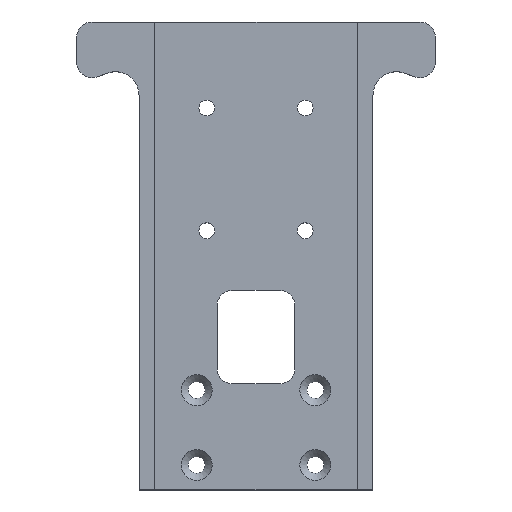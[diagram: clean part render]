
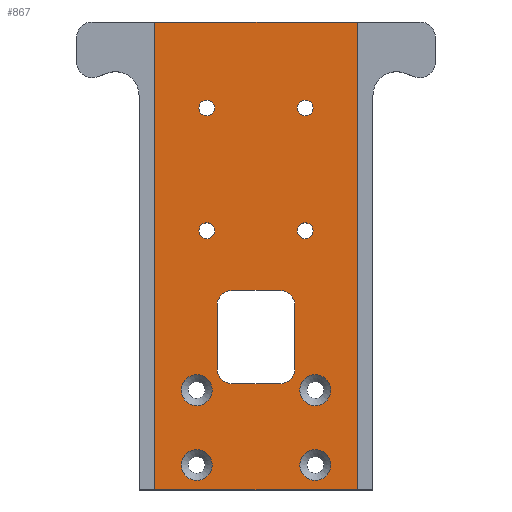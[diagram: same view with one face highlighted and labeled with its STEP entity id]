
A CAD part, top view. The second image highlights one B-rep face of the part: STEP entity #867.
In plain terms, the highlighted planar face has unit normal (0, 0, 1).
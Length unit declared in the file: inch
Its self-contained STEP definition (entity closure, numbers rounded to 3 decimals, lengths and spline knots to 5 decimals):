
#43=FACE_BOUND('',#159,.T.);
#44=FACE_BOUND('',#160,.T.);
#45=FACE_BOUND('',#161,.T.);
#46=FACE_BOUND('',#162,.T.);
#47=FACE_BOUND('',#163,.T.);
#48=FACE_BOUND('',#164,.T.);
#49=FACE_BOUND('',#165,.T.);
#50=FACE_BOUND('',#166,.T.);
#51=FACE_BOUND('',#167,.T.);
#69=PLANE('',#979);
#109=FACE_OUTER_BOUND('',#158,.T.);
#158=EDGE_LOOP('',(#782,#783,#784,#785));
#159=EDGE_LOOP('',(#786,#787));
#160=EDGE_LOOP('',(#788,#789));
#161=EDGE_LOOP('',(#790,#791));
#162=EDGE_LOOP('',(#792,#793));
#163=EDGE_LOOP('',(#794,#795,#796,#797,#798,#799,#800,#801));
#164=EDGE_LOOP('',(#802,#803));
#165=EDGE_LOOP('',(#804,#805));
#166=EDGE_LOOP('',(#806,#807));
#167=EDGE_LOOP('',(#808,#809));
#176=LINE('',#1283,#246);
#179=LINE('',#1294,#249);
#183=LINE('',#1306,#253);
#186=LINE('',#1315,#256);
#217=LINE('',#1411,#287);
#225=LINE('',#1427,#295);
#236=LINE('',#1479,#306);
#237=LINE('',#1481,#307);
#246=VECTOR('',#1030,0.3937);
#249=VECTOR('',#1041,0.3937);
#253=VECTOR('',#1053,0.3937);
#256=VECTOR('',#1064,0.3937);
#287=VECTOR('',#1155,0.3937);
#295=VECTOR('',#1169,0.3937);
#306=VECTOR('',#1230,0.3937);
#307=VECTOR('',#1233,0.3937);
#308=CIRCLE('',#889,0.06382);
#309=CIRCLE('',#890,0.06382);
#311=CIRCLE('',#893,0.06382);
#312=CIRCLE('',#894,0.06382);
#314=CIRCLE('',#897,0.06382);
#315=CIRCLE('',#898,0.06382);
#317=CIRCLE('',#901,0.06382);
#318=CIRCLE('',#902,0.06382);
#321=CIRCLE('',#906,0.125);
#323=CIRCLE('',#910,0.125);
#325=CIRCLE('',#914,0.125);
#327=CIRCLE('',#918,0.125);
#344=CIRCLE('',#954,0.124);
#345=CIRCLE('',#955,0.124);
#348=CIRCLE('',#960,0.124);
#349=CIRCLE('',#961,0.124);
#352=CIRCLE('',#966,0.124);
#353=CIRCLE('',#967,0.124);
#356=CIRCLE('',#972,0.124);
#357=CIRCLE('',#973,0.124);
#360=VERTEX_POINT('',#1238);
#361=VERTEX_POINT('',#1239);
#363=VERTEX_POINT('',#1246);
#364=VERTEX_POINT('',#1247);
#366=VERTEX_POINT('',#1254);
#367=VERTEX_POINT('',#1255);
#369=VERTEX_POINT('',#1262);
#370=VERTEX_POINT('',#1263);
#374=VERTEX_POINT('',#1273);
#375=VERTEX_POINT('',#1275);
#377=VERTEX_POINT('',#1281);
#380=VERTEX_POINT('',#1288);
#381=VERTEX_POINT('',#1290);
#384=VERTEX_POINT('',#1300);
#385=VERTEX_POINT('',#1302);
#387=VERTEX_POINT('',#1311);
#421=VERTEX_POINT('',#1409);
#422=VERTEX_POINT('',#1410);
#426=VERTEX_POINT('',#1425);
#427=VERTEX_POINT('',#1426);
#428=VERTEX_POINT('',#1431);
#429=VERTEX_POINT('',#1432);
#432=VERTEX_POINT('',#1443);
#433=VERTEX_POINT('',#1444);
#436=VERTEX_POINT('',#1455);
#437=VERTEX_POINT('',#1456);
#440=VERTEX_POINT('',#1467);
#441=VERTEX_POINT('',#1468);
#444=EDGE_CURVE('',#360,#361,#308,.T.);
#445=EDGE_CURVE('',#361,#360,#309,.T.);
#448=EDGE_CURVE('',#363,#364,#311,.T.);
#449=EDGE_CURVE('',#364,#363,#312,.T.);
#452=EDGE_CURVE('',#366,#367,#314,.T.);
#453=EDGE_CURVE('',#367,#366,#315,.T.);
#456=EDGE_CURVE('',#369,#370,#317,.T.);
#457=EDGE_CURVE('',#370,#369,#318,.T.);
#462=EDGE_CURVE('',#374,#375,#321,.T.);
#466=EDGE_CURVE('',#374,#377,#176,.T.);
#469=EDGE_CURVE('',#380,#381,#323,.T.);
#471=EDGE_CURVE('',#380,#375,#179,.T.);
#475=EDGE_CURVE('',#384,#385,#325,.T.);
#477=EDGE_CURVE('',#384,#381,#183,.T.);
#481=EDGE_CURVE('',#387,#377,#327,.T.);
#482=EDGE_CURVE('',#387,#385,#186,.T.);
#529=EDGE_CURVE('',#421,#422,#217,.T.);
#537=EDGE_CURVE('',#426,#427,#225,.T.);
#540=EDGE_CURVE('',#428,#429,#344,.T.);
#541=EDGE_CURVE('',#429,#428,#345,.T.);
#546=EDGE_CURVE('',#432,#433,#348,.T.);
#547=EDGE_CURVE('',#433,#432,#349,.T.);
#552=EDGE_CURVE('',#436,#437,#352,.T.);
#553=EDGE_CURVE('',#437,#436,#353,.T.);
#558=EDGE_CURVE('',#440,#441,#356,.T.);
#559=EDGE_CURVE('',#441,#440,#357,.T.);
#564=EDGE_CURVE('',#427,#421,#236,.T.);
#565=EDGE_CURVE('',#422,#426,#237,.T.);
#782=ORIENTED_EDGE('',*,*,#537,.T.);
#783=ORIENTED_EDGE('',*,*,#564,.T.);
#784=ORIENTED_EDGE('',*,*,#529,.T.);
#785=ORIENTED_EDGE('',*,*,#565,.T.);
#786=ORIENTED_EDGE('',*,*,#444,.T.);
#787=ORIENTED_EDGE('',*,*,#445,.T.);
#788=ORIENTED_EDGE('',*,*,#448,.T.);
#789=ORIENTED_EDGE('',*,*,#449,.T.);
#790=ORIENTED_EDGE('',*,*,#452,.T.);
#791=ORIENTED_EDGE('',*,*,#453,.T.);
#792=ORIENTED_EDGE('',*,*,#456,.T.);
#793=ORIENTED_EDGE('',*,*,#457,.T.);
#794=ORIENTED_EDGE('',*,*,#482,.T.);
#795=ORIENTED_EDGE('',*,*,#475,.F.);
#796=ORIENTED_EDGE('',*,*,#477,.T.);
#797=ORIENTED_EDGE('',*,*,#469,.F.);
#798=ORIENTED_EDGE('',*,*,#471,.T.);
#799=ORIENTED_EDGE('',*,*,#462,.F.);
#800=ORIENTED_EDGE('',*,*,#466,.T.);
#801=ORIENTED_EDGE('',*,*,#481,.F.);
#802=ORIENTED_EDGE('',*,*,#540,.T.);
#803=ORIENTED_EDGE('',*,*,#541,.T.);
#804=ORIENTED_EDGE('',*,*,#546,.T.);
#805=ORIENTED_EDGE('',*,*,#547,.T.);
#806=ORIENTED_EDGE('',*,*,#552,.T.);
#807=ORIENTED_EDGE('',*,*,#553,.T.);
#808=ORIENTED_EDGE('',*,*,#558,.T.);
#809=ORIENTED_EDGE('',*,*,#559,.T.);
#867=ADVANCED_FACE('',(#109,#43,#44,#45,#46,#47,#48,#49,#50,#51),#69,.T.);
#889=AXIS2_PLACEMENT_3D('',#1240,#984,#985);
#890=AXIS2_PLACEMENT_3D('',#1241,#986,#987);
#893=AXIS2_PLACEMENT_3D('',#1248,#993,#994);
#894=AXIS2_PLACEMENT_3D('',#1249,#995,#996);
#897=AXIS2_PLACEMENT_3D('',#1256,#1002,#1003);
#898=AXIS2_PLACEMENT_3D('',#1257,#1004,#1005);
#901=AXIS2_PLACEMENT_3D('',#1264,#1011,#1012);
#902=AXIS2_PLACEMENT_3D('',#1265,#1013,#1014);
#906=AXIS2_PLACEMENT_3D('',#1276,#1023,#1024);
#910=AXIS2_PLACEMENT_3D('',#1291,#1036,#1037);
#914=AXIS2_PLACEMENT_3D('',#1303,#1048,#1049);
#918=AXIS2_PLACEMENT_3D('',#1313,#1060,#1061);
#954=AXIS2_PLACEMENT_3D('',#1433,#1174,#1175);
#955=AXIS2_PLACEMENT_3D('',#1434,#1176,#1177);
#960=AXIS2_PLACEMENT_3D('',#1445,#1188,#1189);
#961=AXIS2_PLACEMENT_3D('',#1446,#1190,#1191);
#966=AXIS2_PLACEMENT_3D('',#1457,#1202,#1203);
#967=AXIS2_PLACEMENT_3D('',#1458,#1204,#1205);
#972=AXIS2_PLACEMENT_3D('',#1469,#1216,#1217);
#973=AXIS2_PLACEMENT_3D('',#1470,#1218,#1219);
#979=AXIS2_PLACEMENT_3D('',#1482,#1234,#1235);
#984=DIRECTION('center_axis',(0.,0.,-1.));
#985=DIRECTION('ref_axis',(1.,0.,0.));
#986=DIRECTION('center_axis',(0.,0.,-1.));
#987=DIRECTION('ref_axis',(1.,0.,0.));
#993=DIRECTION('center_axis',(0.,0.,-1.));
#994=DIRECTION('ref_axis',(1.,0.,0.));
#995=DIRECTION('center_axis',(0.,0.,-1.));
#996=DIRECTION('ref_axis',(1.,0.,0.));
#1002=DIRECTION('center_axis',(0.,0.,-1.));
#1003=DIRECTION('ref_axis',(1.,0.,0.));
#1004=DIRECTION('center_axis',(0.,0.,-1.));
#1005=DIRECTION('ref_axis',(1.,0.,0.));
#1011=DIRECTION('center_axis',(0.,0.,-1.));
#1012=DIRECTION('ref_axis',(1.,0.,0.));
#1013=DIRECTION('center_axis',(0.,0.,-1.));
#1014=DIRECTION('ref_axis',(1.,0.,0.));
#1023=DIRECTION('center_axis',(0.,0.,1.));
#1024=DIRECTION('ref_axis',(0.707,0.707,0.));
#1030=DIRECTION('',(0.,-1.,0.));
#1036=DIRECTION('center_axis',(0.,0.,1.));
#1037=DIRECTION('ref_axis',(-0.707,0.707,0.));
#1041=DIRECTION('',(1.,0.,0.));
#1048=DIRECTION('center_axis',(0.,0.,1.));
#1049=DIRECTION('ref_axis',(-0.707,-0.707,0.));
#1053=DIRECTION('',(0.,1.,0.));
#1060=DIRECTION('center_axis',(0.,0.,1.));
#1061=DIRECTION('ref_axis',(0.707,-0.707,0.));
#1064=DIRECTION('',(-1.,0.,0.));
#1155=DIRECTION('',(0.,1.,0.));
#1169=DIRECTION('',(0.,-1.,0.));
#1174=DIRECTION('center_axis',(0.,0.,-1.));
#1175=DIRECTION('ref_axis',(1.,0.,0.));
#1176=DIRECTION('center_axis',(0.,0.,-1.));
#1177=DIRECTION('ref_axis',(1.,0.,0.));
#1188=DIRECTION('center_axis',(0.,0.,-1.));
#1189=DIRECTION('ref_axis',(1.,0.,0.));
#1190=DIRECTION('center_axis',(0.,0.,-1.));
#1191=DIRECTION('ref_axis',(1.,0.,0.));
#1202=DIRECTION('center_axis',(0.,0.,-1.));
#1203=DIRECTION('ref_axis',(1.,0.,0.));
#1204=DIRECTION('center_axis',(0.,0.,-1.));
#1205=DIRECTION('ref_axis',(1.,0.,0.));
#1216=DIRECTION('center_axis',(0.,0.,-1.));
#1217=DIRECTION('ref_axis',(1.,0.,0.));
#1218=DIRECTION('center_axis',(0.,0.,-1.));
#1219=DIRECTION('ref_axis',(1.,0.,0.));
#1230=DIRECTION('',(1.,0.,0.));
#1233=DIRECTION('',(-1.,0.,0.));
#1234=DIRECTION('center_axis',(0.,0.,1.));
#1235=DIRECTION('ref_axis',(1.,0.,0.));
#1238=CARTESIAN_POINT('',(0.45752,2.07675,0.));
#1239=CARTESIAN_POINT('',(0.32988,2.07675,0.));
#1240=CARTESIAN_POINT('Origin',(0.3937,2.07675,0.));
#1241=CARTESIAN_POINT('Origin',(0.3937,2.07675,0.));
#1246=CARTESIAN_POINT('',(-0.32988,3.061,0.));
#1247=CARTESIAN_POINT('',(-0.45752,3.061,0.));
#1248=CARTESIAN_POINT('Origin',(-0.3937,3.061,0.));
#1249=CARTESIAN_POINT('Origin',(-0.3937,3.061,0.));
#1254=CARTESIAN_POINT('',(0.45752,3.061,0.));
#1255=CARTESIAN_POINT('',(0.32988,3.061,0.));
#1256=CARTESIAN_POINT('Origin',(0.3937,3.061,0.));
#1257=CARTESIAN_POINT('Origin',(0.3937,3.061,0.));
#1262=CARTESIAN_POINT('',(-0.32988,2.07675,0.));
#1263=CARTESIAN_POINT('',(-0.45752,2.07675,0.));
#1264=CARTESIAN_POINT('Origin',(-0.3937,2.07675,0.));
#1265=CARTESIAN_POINT('Origin',(-0.3937,2.07675,0.));
#1273=CARTESIAN_POINT('',(0.3125,1.475,0.));
#1275=CARTESIAN_POINT('',(0.1875,1.6,0.));
#1276=CARTESIAN_POINT('Origin',(0.1875,1.475,0.));
#1281=CARTESIAN_POINT('',(0.3125,0.975,0.));
#1283=CARTESIAN_POINT('',(0.3125,1.3625,0.));
#1288=CARTESIAN_POINT('',(-0.1875,1.6,0.));
#1290=CARTESIAN_POINT('',(-0.3125,1.475,0.));
#1291=CARTESIAN_POINT('Origin',(-0.1875,1.475,0.));
#1294=CARTESIAN_POINT('',(0.15625,1.6,0.));
#1300=CARTESIAN_POINT('',(-0.3125,0.975,0.));
#1302=CARTESIAN_POINT('',(-0.1875,0.85,0.));
#1303=CARTESIAN_POINT('Origin',(-0.1875,0.975,0.));
#1306=CARTESIAN_POINT('',(-0.3125,1.7375,0.));
#1311=CARTESIAN_POINT('',(0.1875,0.85,0.));
#1313=CARTESIAN_POINT('Origin',(0.1875,0.975,0.));
#1315=CARTESIAN_POINT('',(-0.15625,0.85,0.));
#1409=CARTESIAN_POINT('',(0.8125,0.,0.));
#1410=CARTESIAN_POINT('',(0.8125,3.75,0.));
#1411=CARTESIAN_POINT('',(0.8125,0.,0.));
#1425=CARTESIAN_POINT('',(-0.8125,3.75,0.));
#1426=CARTESIAN_POINT('',(-0.8125,0.,0.));
#1427=CARTESIAN_POINT('',(-0.8125,3.75,0.));
#1431=CARTESIAN_POINT('',(0.599,0.2,0.));
#1432=CARTESIAN_POINT('',(0.351,0.2,0.));
#1433=CARTESIAN_POINT('Origin',(0.475,0.2,0.));
#1434=CARTESIAN_POINT('Origin',(0.475,0.2,0.));
#1443=CARTESIAN_POINT('',(-0.351,0.8,0.));
#1444=CARTESIAN_POINT('',(-0.599,0.8,0.));
#1445=CARTESIAN_POINT('Origin',(-0.475,0.8,0.));
#1446=CARTESIAN_POINT('Origin',(-0.475,0.8,0.));
#1455=CARTESIAN_POINT('',(0.599,0.8,0.));
#1456=CARTESIAN_POINT('',(0.351,0.8,0.));
#1457=CARTESIAN_POINT('Origin',(0.475,0.8,0.));
#1458=CARTESIAN_POINT('Origin',(0.475,0.8,0.));
#1467=CARTESIAN_POINT('',(-0.351,0.2,0.));
#1468=CARTESIAN_POINT('',(-0.599,0.2,0.));
#1469=CARTESIAN_POINT('Origin',(-0.475,0.2,0.));
#1470=CARTESIAN_POINT('Origin',(-0.475,0.2,0.));
#1479=CARTESIAN_POINT('',(-0.8125,0.,0.));
#1481=CARTESIAN_POINT('',(0.8125,3.75,0.));
#1482=CARTESIAN_POINT('Origin',(0.,1.875,0.));
